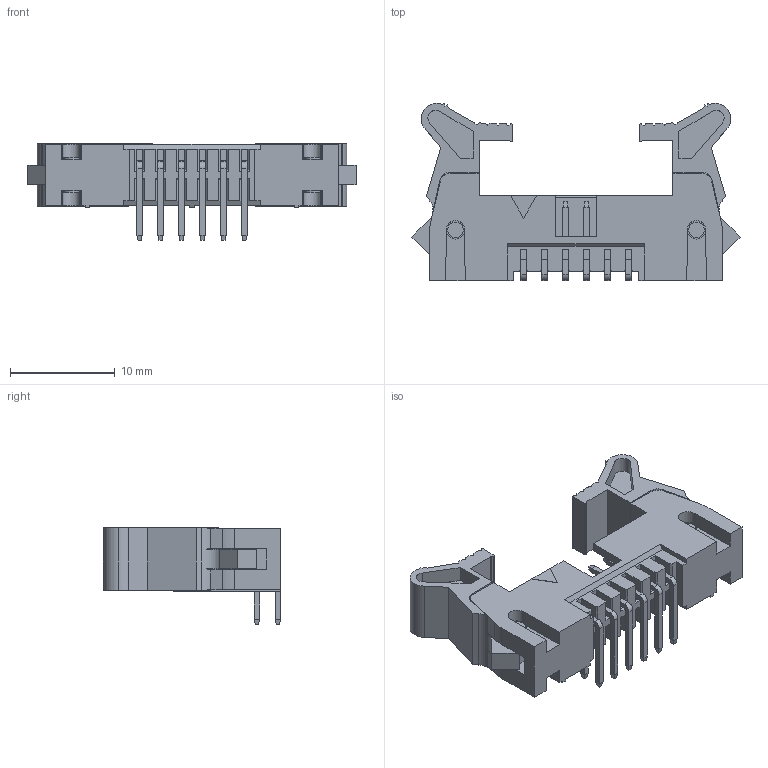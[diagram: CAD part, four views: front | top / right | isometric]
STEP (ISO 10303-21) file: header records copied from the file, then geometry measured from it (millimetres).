
FILE_DESCRIPTION (( 'STEP AP214' ), '1' );
FILE_NAME ('FBH20005-D12B1004K6K-REF .STEP', '2025-05-19T07:59:24', ( '' ), ( '' ), 'SwSTEP 2.0', 'SolidWorks 2021', '' );
FILE_SCHEMA (( 'AUTOMOTIVE_DESIGN' ));
Length unit declared in the file: millimetre
Products named in the file (1): FBH20005-D12B1004K6K-REF 
Bounding box: 31.3 x 16.9 x 9.25 mm (x, y, z)
Volume: 1246.3 mm3; surface area: 2529.4 mm2
Topology: 1 solids, 13 shells, 761 faces, 2005 edges, 1294 vertices
Faces by surface type: plane 667, cylinder 93, bspline 1
Entity records: 23097 total; most frequent: CARTESIAN_POINT 4076, ORIENTED_EDGE 4010, DIRECTION 3723, EDGE_CURVE 2005, VECTOR 1809, LINE 1809, VERTEX_POINT 1294, AXIS2_PLACEMENT_3D 957
